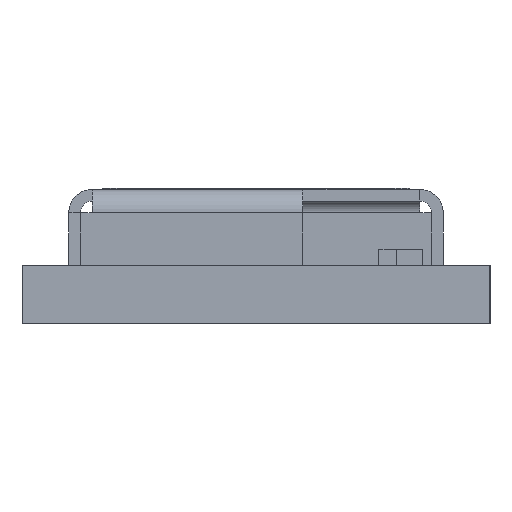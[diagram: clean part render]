
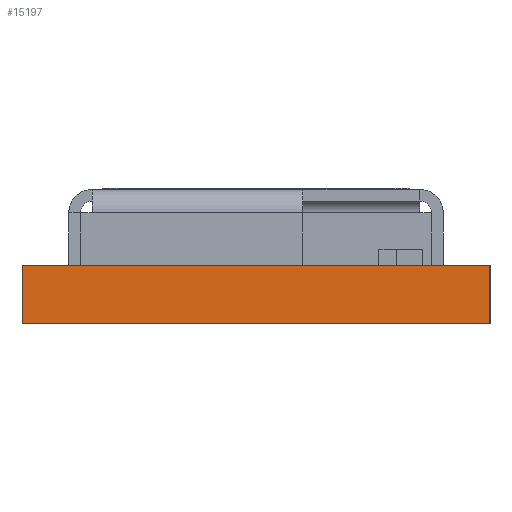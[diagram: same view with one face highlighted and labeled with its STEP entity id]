
A CAD part, left-side view. The second image highlights one B-rep face of the part: STEP entity #15197.
In plain terms, the highlighted planar face has unit normal (-1, 0, 0).
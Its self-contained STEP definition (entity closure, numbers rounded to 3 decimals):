
#1573=ORIENTED_EDGE('',*,*,#4340,.T.);
#1574=ORIENTED_EDGE('',*,*,#4338,.T.);
#1575=ORIENTED_EDGE('',*,*,#4342,.F.);
#1576=ORIENTED_EDGE('',*,*,#3821,.T.);
#3821=EDGE_CURVE('',#5427,#5426,#6493,.T.);
#4338=EDGE_CURVE('',#5797,#5799,#7010,.T.);
#4340=EDGE_CURVE('',#5426,#5797,#7012,.T.);
#4342=EDGE_CURVE('',#5427,#5799,#7014,.T.);
#5426=VERTEX_POINT('',#18863);
#5427=VERTEX_POINT('',#18865);
#5797=VERTEX_POINT('',#19930);
#5799=VERTEX_POINT('',#19934);
#6493=LINE('',#18864,#7614);
#7010=LINE('',#19935,#8131);
#7012=LINE('',#19938,#8133);
#7014=LINE('',#19942,#8135);
#7614=VECTOR('',#16382,1000.);
#8131=VECTOR('',#17261,1000.);
#8133=VECTOR('',#17265,1000.);
#8135=VECTOR('',#17271,1000.);
#8961=EDGE_LOOP('',(#1573,#1574,#1575,#1576));
#9713=FACE_BOUND('',#8961,.T.);
#10414=PLANE('',#15878);
#15197=ADVANCED_FACE('',(#9713),#10414,.T.);
#15878=AXIS2_PLACEMENT_3D('',#19943,#17272,#17273);
#16382=DIRECTION('',(0.,-1.,0.));
#17261=DIRECTION('',(0.,1.,0.));
#17265=DIRECTION('',(0.,0.,1.));
#17271=DIRECTION('',(0.,0.,1.));
#17272=DIRECTION('',(-1.,0.,0.));
#17273=DIRECTION('',(0.,1.,0.));
#18863=CARTESIAN_POINT('',(0.,0.,-0.996));
#18864=CARTESIAN_POINT('',(0.,8.,-0.996));
#18865=CARTESIAN_POINT('',(0.,8.,-0.996));
#19930=CARTESIAN_POINT('',(0.,0.,0.));
#19934=CARTESIAN_POINT('',(0.,8.,0.));
#19935=CARTESIAN_POINT('',(0.,0.,0.));
#19938=CARTESIAN_POINT('',(0.,0.,-0.616));
#19942=CARTESIAN_POINT('',(0.,8.,-0.616));
#19943=CARTESIAN_POINT('',(0.,0.,-0.616));
